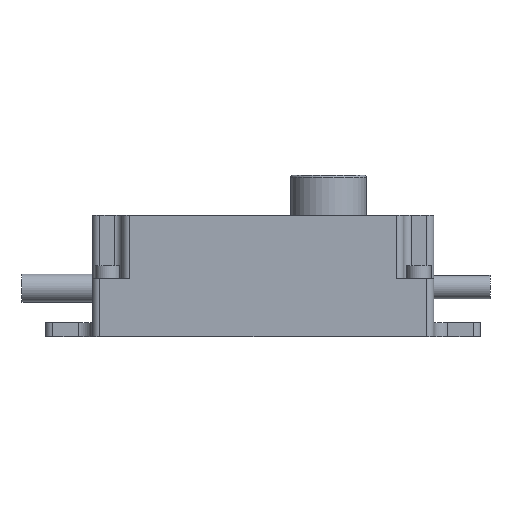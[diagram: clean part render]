
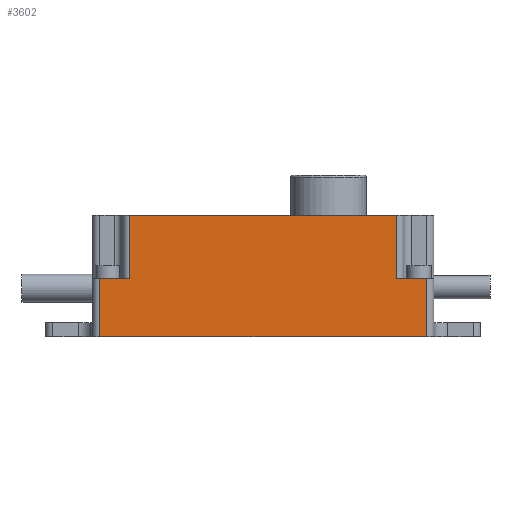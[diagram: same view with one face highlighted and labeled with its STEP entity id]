
A CAD part, left-side view. The second image highlights one B-rep face of the part: STEP entity #3602.
In plain terms, the highlighted planar face has unit normal (-1, 0, 0).
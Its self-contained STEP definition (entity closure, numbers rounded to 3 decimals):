
#176=PLANE('',#3948);
#358=FACE_OUTER_BOUND('',#593,.T.);
#593=EDGE_LOOP('',(#3148,#3149,#3150,#3151,#3152,#3153,#3154,#3155));
#687=LINE('',#5272,#1035);
#928=LINE('',#5913,#1276);
#951=LINE('',#5996,#1299);
#955=LINE('',#6005,#1303);
#956=LINE('',#6007,#1304);
#957=LINE('',#6009,#1305);
#958=LINE('',#6011,#1306);
#959=LINE('',#6012,#1307);
#1035=VECTOR('',#4167,10.);
#1276=VECTOR('',#4812,10.);
#1299=VECTOR('',#4891,10.);
#1303=VECTOR('',#4903,10.);
#1304=VECTOR('',#4906,10.);
#1305=VECTOR('',#4907,10.);
#1306=VECTOR('',#4908,10.);
#1307=VECTOR('',#4909,10.);
#1567=VERTEX_POINT('',#5269);
#1568=VERTEX_POINT('',#5271);
#1765=VERTEX_POINT('',#5910);
#1766=VERTEX_POINT('',#5912);
#1797=VERTEX_POINT('',#5993);
#1798=VERTEX_POINT('',#5995);
#1800=VERTEX_POINT('',#6008);
#1801=VERTEX_POINT('',#6010);
#1909=EDGE_CURVE('',#1568,#1567,#687,.T.);
#2219=EDGE_CURVE('',#1765,#1766,#928,.T.);
#2261=EDGE_CURVE('',#1798,#1797,#951,.T.);
#2266=EDGE_CURVE('',#1798,#1765,#955,.T.);
#2267=EDGE_CURVE('',#1568,#1797,#956,.T.);
#2268=EDGE_CURVE('',#1800,#1567,#957,.T.);
#2269=EDGE_CURVE('',#1800,#1801,#958,.T.);
#2270=EDGE_CURVE('',#1766,#1801,#959,.T.);
#3148=ORIENTED_EDGE('',*,*,#2266,.F.);
#3149=ORIENTED_EDGE('',*,*,#2261,.T.);
#3150=ORIENTED_EDGE('',*,*,#2267,.F.);
#3151=ORIENTED_EDGE('',*,*,#1909,.T.);
#3152=ORIENTED_EDGE('',*,*,#2268,.F.);
#3153=ORIENTED_EDGE('',*,*,#2269,.T.);
#3154=ORIENTED_EDGE('',*,*,#2270,.F.);
#3155=ORIENTED_EDGE('',*,*,#2219,.F.);
#3602=ADVANCED_FACE('',(#358),#176,.T.);
#3948=AXIS2_PLACEMENT_3D('',#6006,#4904,#4905);
#4167=DIRECTION('',(0.,-1.,0.));
#4812=DIRECTION('',(0.,-1.,0.));
#4891=DIRECTION('',(0.,1.,0.));
#4903=DIRECTION('',(0.,0.,1.));
#4904=DIRECTION('center_axis',(-1.,0.,0.));
#4905=DIRECTION('ref_axis',(0.,-1.,0.));
#4906=DIRECTION('',(0.,0.,1.));
#4907=DIRECTION('',(0.,0.,-1.));
#4908=DIRECTION('',(0.,1.,0.));
#4909=DIRECTION('',(0.,0.,-1.));
#5269=CARTESIAN_POINT('',(-55.,-34.9,0.));
#5271=CARTESIAN_POINT('',(-55.,34.9,0.));
#5272=CARTESIAN_POINT('',(-55.,36.5,0.));
#5910=CARTESIAN_POINT('',(-55.,28.5,26.));
#5912=CARTESIAN_POINT('',(-55.,-28.5,26.));
#5913=CARTESIAN_POINT('',(-55.,36.5,26.));
#5993=CARTESIAN_POINT('',(-55.,34.9,12.4));
#5995=CARTESIAN_POINT('',(-55.,28.5,12.4));
#5996=CARTESIAN_POINT('',(-55.,34.9,12.4));
#6005=CARTESIAN_POINT('',(-55.,28.5,13.));
#6006=CARTESIAN_POINT('Origin',(-55.,36.5,0.));
#6007=CARTESIAN_POINT('',(-55.,34.9,0.));
#6008=CARTESIAN_POINT('',(-55.,-34.9,12.4));
#6009=CARTESIAN_POINT('',(-55.,-34.9,0.));
#6010=CARTESIAN_POINT('',(-55.,-28.5,12.4));
#6011=CARTESIAN_POINT('',(-55.,1.6,12.4));
#6012=CARTESIAN_POINT('',(-55.,-28.5,13.));
